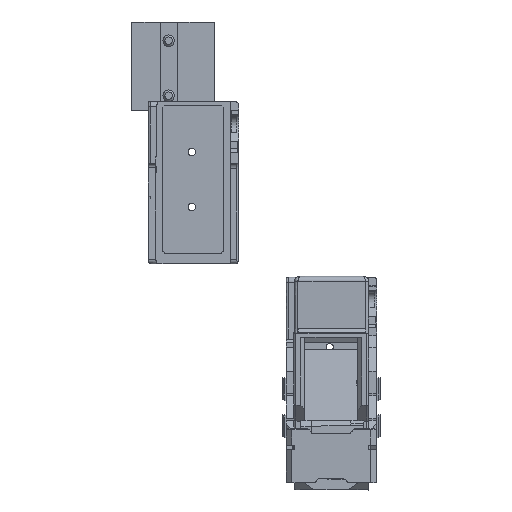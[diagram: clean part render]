
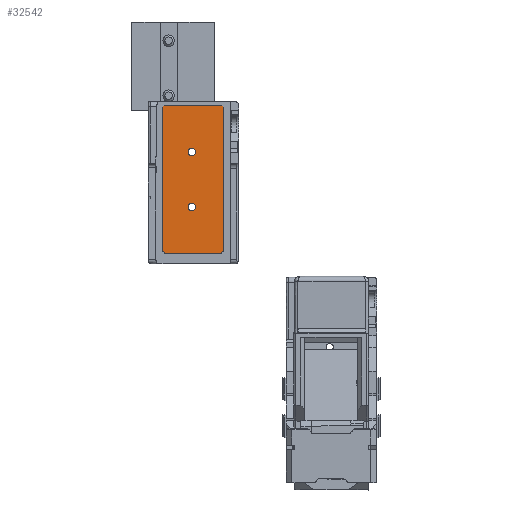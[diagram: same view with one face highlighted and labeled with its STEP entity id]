
A CAD part, top view. The second image highlights one B-rep face of the part: STEP entity #32542.
In plain terms, the highlighted planar face has unit normal (0, 0, 1).
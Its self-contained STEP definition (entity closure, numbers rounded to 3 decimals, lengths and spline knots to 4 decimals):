
#452=FACE_BOUND($,#5138,.T.);
#453=FACE_BOUND($,#5139,.T.);
#1210=PLANE($,#34336);
#2042=CIRCLE($,#34337,0.25);
#2043=CIRCLE($,#34338,0.25);
#2044=CIRCLE($,#34339,0.19);
#2045=CIRCLE($,#34340,0.19);
#3259=FACE_OUTER_BOUND($,#5137,.T.);
#5137=EDGE_LOOP($,(#27851,#27852,#27853,#27854,#27855,#27856,#27857,#27858,
#27859,#27860,#27861));
#5138=EDGE_LOOP($,(#27862));
#5139=EDGE_LOOP($,(#27863));
#8242=LINE($,#54379,#12068);
#8243=LINE($,#54381,#12069);
#8244=LINE($,#54383,#12070);
#8245=LINE($,#54385,#12071);
#8246=LINE($,#54387,#12072);
#8247=LINE($,#54389,#12073);
#8248=LINE($,#54393,#12074);
#8249=LINE($,#54397,#12075);
#8250=LINE($,#54398,#12076);
#12068=VECTOR($,#39635,2.51);
#12069=VECTOR($,#39636,0.1414);
#12070=VECTOR($,#39637,2.94);
#12071=VECTOR($,#39638,0.1414);
#12072=VECTOR($,#39639,2.51);
#12073=VECTOR($,#39640,4.68);
#12074=VECTOR($,#39643,2.63);
#12075=VECTOR($,#39646,4.68);
#12076=VECTOR($,#39647,0.01);
#16289=VERTEX_POINT($,#54377);
#16290=VERTEX_POINT($,#54378);
#16291=VERTEX_POINT($,#54380);
#16292=VERTEX_POINT($,#54382);
#16293=VERTEX_POINT($,#54384);
#16294=VERTEX_POINT($,#54386);
#16295=VERTEX_POINT($,#54388);
#16296=VERTEX_POINT($,#54390);
#16297=VERTEX_POINT($,#54392);
#16298=VERTEX_POINT($,#54394);
#16299=VERTEX_POINT($,#54396);
#16300=VERTEX_POINT($,#54399);
#16301=VERTEX_POINT($,#54401);
#20378=EDGE_CURVE($,#16289,#16290,#8242,.T.);
#20379=EDGE_CURVE($,#16291,#16289,#8243,.F.);
#20380=EDGE_CURVE($,#16292,#16291,#8244,.T.);
#20381=EDGE_CURVE($,#16293,#16292,#8245,.F.);
#20382=EDGE_CURVE($,#16294,#16293,#8246,.T.);
#20383=EDGE_CURVE($,#16295,#16294,#8247,.T.);
#20384=EDGE_CURVE($,#16296,#16295,#2042,.F.);
#20385=EDGE_CURVE($,#16297,#16296,#8248,.T.);
#20386=EDGE_CURVE($,#16298,#16297,#2043,.F.);
#20387=EDGE_CURVE($,#16299,#16298,#8249,.T.);
#20388=EDGE_CURVE($,#16290,#16299,#8250,.T.);
#20389=EDGE_CURVE($,#16300,#16300,#2044,.F.);
#20390=EDGE_CURVE($,#16301,#16301,#2045,.F.);
#27851=ORIENTED_EDGE($,*,*,#20378,.F.);
#27852=ORIENTED_EDGE($,*,*,#20379,.F.);
#27853=ORIENTED_EDGE($,*,*,#20380,.F.);
#27854=ORIENTED_EDGE($,*,*,#20381,.F.);
#27855=ORIENTED_EDGE($,*,*,#20382,.F.);
#27856=ORIENTED_EDGE($,*,*,#20383,.F.);
#27857=ORIENTED_EDGE($,*,*,#20384,.F.);
#27858=ORIENTED_EDGE($,*,*,#20385,.F.);
#27859=ORIENTED_EDGE($,*,*,#20386,.F.);
#27860=ORIENTED_EDGE($,*,*,#20387,.F.);
#27861=ORIENTED_EDGE($,*,*,#20388,.F.);
#27862=ORIENTED_EDGE($,*,*,#20389,.T.);
#27863=ORIENTED_EDGE($,*,*,#20390,.T.);
#32542=ADVANCED_FACE($,(#3259,#452,#453),#1210,.T.);
#34336=AXIS2_PLACEMENT_3D($,#54376,#39633,#39634);
#34337=AXIS2_PLACEMENT_3D($,#54391,#39641,#39642);
#34338=AXIS2_PLACEMENT_3D($,#54395,#39644,#39645);
#34339=AXIS2_PLACEMENT_3D($,#54400,#39648,#39649);
#34340=AXIS2_PLACEMENT_3D($,#54402,#39650,#39651);
#39633=DIRECTION('center_axis',(0.,0.,1.));
#39634=DIRECTION('ref_axis',(1.,0.,0.));
#39635=DIRECTION($,(0.,-1.,0.));
#39636=DIRECTION($,(-0.707,0.707,0.));
#39637=DIRECTION($,(1.,0.,0.));
#39638=DIRECTION($,(-0.707,-0.707,0.));
#39639=DIRECTION($,(0.,1.,0.));
#39640=DIRECTION($,(0.,1.,0.));
#39641=DIRECTION('center_axis',(0.,0.,1.));
#39642=DIRECTION('ref_axis',(-0.707,-0.707,0.));
#39643=DIRECTION($,(-1.,0.,0.));
#39644=DIRECTION('center_axis',(0.,0.,1.));
#39645=DIRECTION('ref_axis',(0.707,-0.707,0.));
#39646=DIRECTION($,(0.,-1.,0.));
#39647=DIRECTION($,(-1.,0.,0.));
#39648=DIRECTION('center_axis',(0.,0.,1.));
#39649=DIRECTION('ref_axis',(1.,0.,0.));
#39650=DIRECTION('center_axis',(0.,0.,1.));
#39651=DIRECTION('ref_axis',(1.,0.,0.));
#54376=CARTESIAN_POINT('Origin',(-23.0104,24.7317,8.6566));
#54377=CARTESIAN_POINT('',(-21.4625,27.5417,8.6566));
#54378=CARTESIAN_POINT('',(-21.4625,25.0317,8.6566));
#54379=CARTESIAN_POINT($,(-21.4625,25.3317,8.6566));
#54380=CARTESIAN_POINT('',(-21.5625,27.6417,8.6566));
#54381=CARTESIAN_POINT($,(-21.172,27.2512,8.6566));
#54382=CARTESIAN_POINT('',(-24.5025,27.6417,8.6566));
#54383=CARTESIAN_POINT($,(-23.4415,27.6417,8.6566));
#54384=CARTESIAN_POINT('',(-24.6025,27.5417,8.6566));
#54385=CARTESIAN_POINT($,(-24.882,27.2623,8.6566));
#54386=CARTESIAN_POINT('',(-24.6025,25.0317,8.6566));
#54387=CARTESIAN_POINT($,(-24.6025,25.3317,8.6566));
#54388=CARTESIAN_POINT('',(-24.6025,20.3517,8.6566));
#54389=CARTESIAN_POINT($,(-24.6025,24.0567,8.6566));
#54390=CARTESIAN_POINT('',(-24.3525,20.1017,8.6566));
#54391=CARTESIAN_POINT('Origin',(-24.3525,20.3517,8.6566));
#54392=CARTESIAN_POINT('',(-21.7225,20.1017,8.6566));
#54393=CARTESIAN_POINT($,(-23.0165,20.1017,8.6566));
#54394=CARTESIAN_POINT('',(-21.4725,20.3517,8.6566));
#54395=CARTESIAN_POINT('Origin',(-21.7225,20.3517,8.6566));
#54396=CARTESIAN_POINT('',(-21.4725,25.0317,8.6566));
#54397=CARTESIAN_POINT($,(-21.4725,24.0567,8.6566));
#54398=CARTESIAN_POINT($,(-23.4415,25.0317,8.6566));
#54399=CARTESIAN_POINT('',(-23.2875,22.4817,8.6566));
#54400=CARTESIAN_POINT('Origin',(-23.0975,22.4817,8.6566));
#54401=CARTESIAN_POINT('',(-23.2875,25.2817,8.6566));
#54402=CARTESIAN_POINT('Origin',(-23.0975,25.2817,8.6566));
